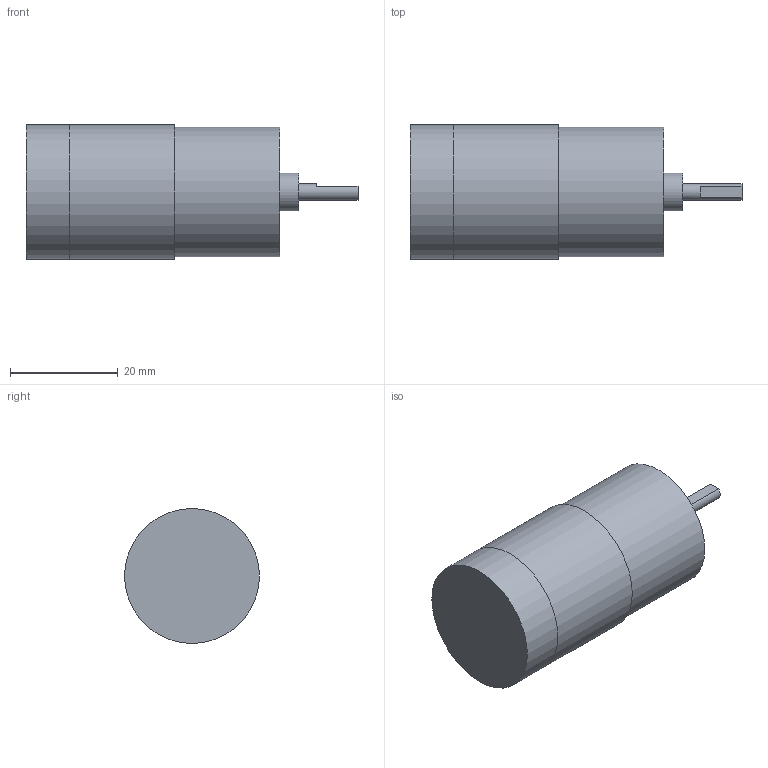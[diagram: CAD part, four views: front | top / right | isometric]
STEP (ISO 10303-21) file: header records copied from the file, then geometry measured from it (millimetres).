
FILE_DESCRIPTION(/* description */ (''),/* implementation_level */ '2;1');
FILE_NAME(/* name */ 'Adafruit Motor Approx.step',/* time_stamp */ '2023-03-12T19:43:20-04:00',/* author */ (''),/* organization */ (''),/* preprocessor_version */ 'ST-DEVELOPER v19.2',/* originating_system */ 'Autodesk Translation Framework v11.17.0.187',/* authorisation */ '');
FILE_SCHEMA (('AUTOMOTIVE_DESIGN { 1 0 10303 214 3 1 1 }'));
Length unit declared in the file: inch
Products named in the file (1): Motor Approx.
Bounding box: 61.5 x 25 x 25 mm (x, y, z)
Volume: 22492.1 mm3; surface area: 5820.3 mm2
Topology: 2 solids, 2 shells, 18 faces, 27 edges, 18 vertices
Faces by surface type: plane 11, cylinder 7
Full cylindrical faces by diameter (mm): 3 x3, 7 x1, 24 x1, 25 x2
Entity records: 455 total; most frequent: DIRECTION 81, CARTESIAN_POINT 64, ORIENTED_EDGE 54, AXIS2_PLACEMENT_3D 35, EDGE_CURVE 27, EDGE_LOOP 23, FACE_OUTER_BOUND 18, VERTEX_POINT 18
